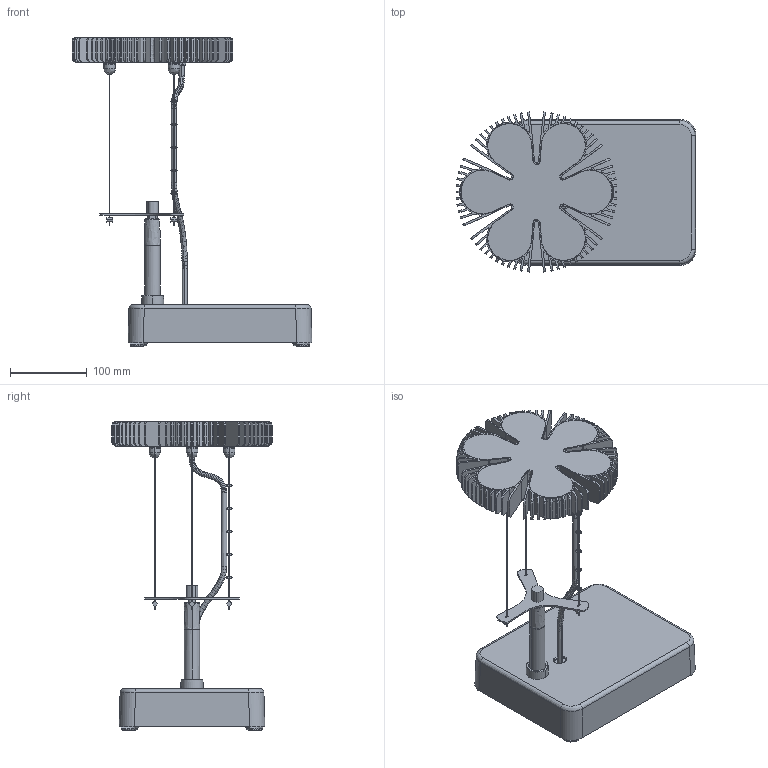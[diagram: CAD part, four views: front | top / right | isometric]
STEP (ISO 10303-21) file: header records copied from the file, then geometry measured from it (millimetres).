
FILE_DESCRIPTION(/* description */ (''),/* implementation_level */ '2;1');
FILE_NAME(/* name */ 'AM03005 LOT RIFLESSIVO SOSP SEMPLIFICATO',/* time_stamp */ '2018-01-31T15:08:58+01:00',/* author */ (''),/* organization */ (''),/* preprocessor_version */ 'ST-DEVELOPER v15',/* originating_system */ '',/* authorisation */ '');
FILE_SCHEMA (('CONFIG_CONTROL_DESIGN'));
Length unit declared in the file: millimetre
Products named in the file (3): Document; wireframe_rep_0; Blocco 02
Assembly tree (2 placements, depth 2):
  Document
    wireframe_rep_0
    Blocco 02
Bounding box: 312.99 x 209.18 x 403 mm (x, y, z)
Volume: 509417.2 mm3; surface area: 564468.7 mm2
Topology: 16 solids, 45 shells, 1513 faces, 4179 edges, 2716 vertices
Faces by surface type: bspline 1101, plane 412
Entity records: 76334 total; most frequent: CARTESIAN_POINT 53624, ORIENTED_EDGE 8185, EDGE_CURVE 4150, VERTEX_POINT 2713, EDGE_LOOP 1603, ADVANCED_FACE 1511, FACE_OUTER_BOUND 1511, B_SPLINE_CURVE_WITH_KNOTS 1327
